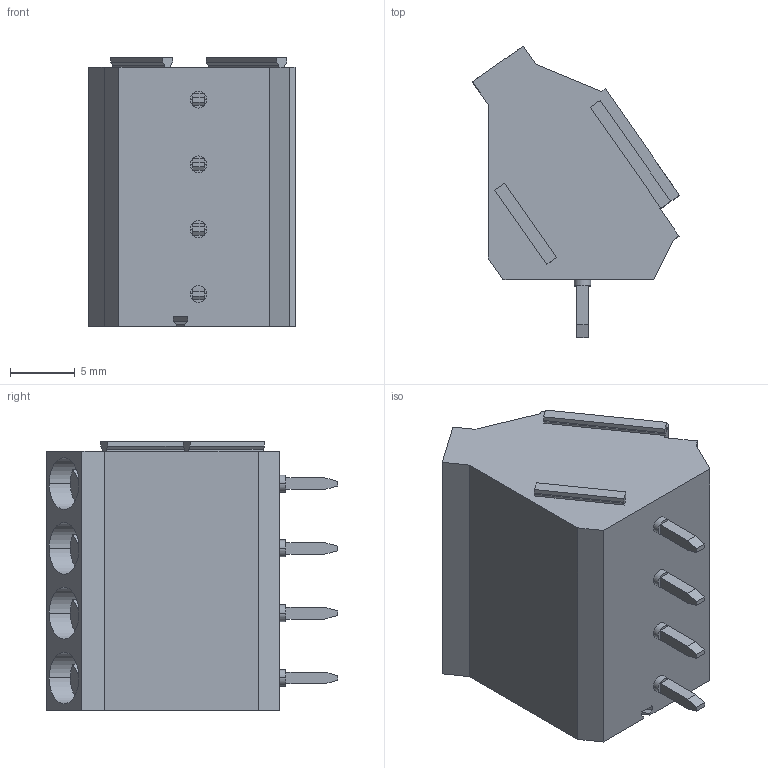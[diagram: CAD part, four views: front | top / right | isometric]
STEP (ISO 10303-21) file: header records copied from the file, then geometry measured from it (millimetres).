
FILE_DESCRIPTION(('SolidDesigner STEP Export'),'1');
FILE_NAME('smkds_3-4.stp','2000-06-20T10:16:38',(''),(''), 'SolidDesigner STEP processor Version: 7.0(Mar 1999)for AP214(CD)(Solid Model)', 'CoCreate SolidDesigner: 07.50 21-Dec-99(C) CoCreate Software GmbH','');
FILE_SCHEMA(('AUTOMOTIVE_DESIGN_CC2 {1 2 10303 214 -1 1 5 1}'));
Length unit declared in the file: millimetre
Products named in the file (2): smkds_3-4
Assembly tree (1 placements, depth 2):
  smkds_3-4
    smkds_3-4
Bounding box: 16 x 22.5 x 20.74 mm (x, y, z)
Volume: 3725.1 mm3; surface area: 2081.2 mm2
Topology: 1 solids, 1 shells, 203 faces, 520 edges, 344 vertices
Faces by surface type: plane 157, cylinder 46
Entity records: 7492 total; most frequent: ORIENTED_EDGE 1040, CARTESIAN_POINT 1007, DIRECTION 929, EDGE_CURVE 520, VECTOR 397, LINE 397, VERTEX_POINT 344, AXIS2_PLACEMENT_3D 266
